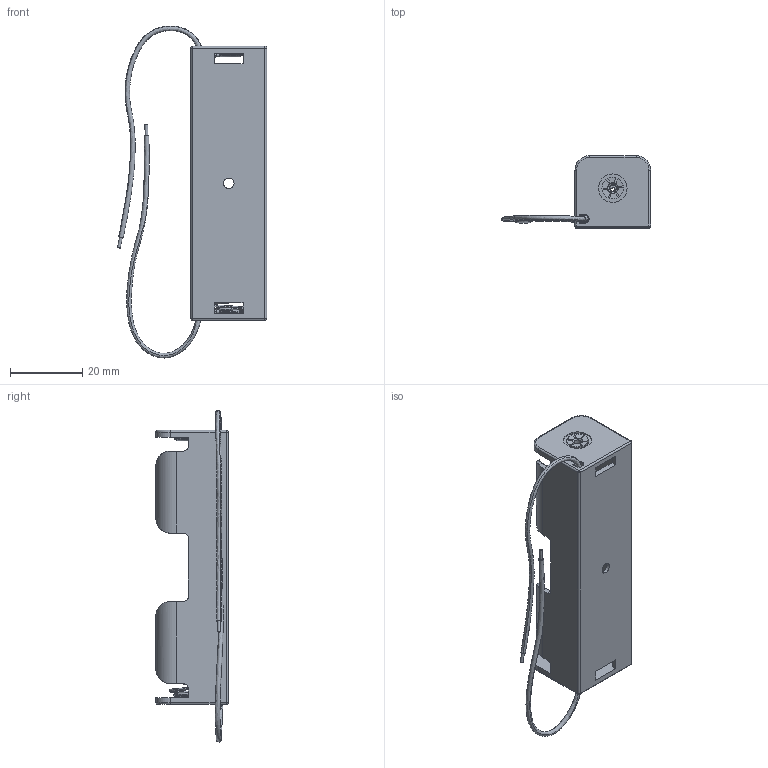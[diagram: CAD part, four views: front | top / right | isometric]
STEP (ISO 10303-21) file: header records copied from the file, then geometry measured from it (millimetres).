
FILE_DESCRIPTION(/* description */ (''),/* implementation_level */ '2;1');
FILE_NAME(/* name */ '4f5c02e1-32f1-4a68-bf19-bfdf6c6c734d.stp',/* time_stamp */ '2020-02-22T19:29:14+00:00',/* author */ (''),/* organization */ (''),/* preprocessor_version */ 'ST-DEVELOPER v18',/* originating_system */ 'Autodesk Translation Framework v8.12.0.6',/* authorisation */ '');
FILE_SCHEMA (('AUTOMOTIVE_DESIGN { 1 0 10303 214 3 1 1 }'));
Length unit declared in the file: millimetre
Products named in the file (2): 18650 Cell Holder; 18650 Cell Holder_1
Assembly tree (1 placements, depth 2):
  18650 Cell Holder
    18650 Cell Holder_1
Bounding box: 41.39 x 20 x 92.04 mm (x, y, z)
Volume: 7106.9 mm3; surface area: 11146.8 mm2
Topology: 8 solids, 8 shells, 354 faces, 974 edges, 642 vertices
Faces by surface type: plane 149, cylinder 92, bspline 91, torus 16, sphere 4, cone 2
Full cylindrical faces by diameter (mm): 0.8 x6, 1 x2, 2 x2, 2.9 x1, 3 x6, 5.2 x1, 7.5 x2, 7.9 x2
Entity records: 19099 total; most frequent: CARTESIAN_POINT 10451, ORIENTED_EDGE 1932, DIRECTION 1530, EDGE_CURVE 966, VERTEX_POINT 642, AXIS2_PLACEMENT_3D 522, LINE 486, VECTOR 486
